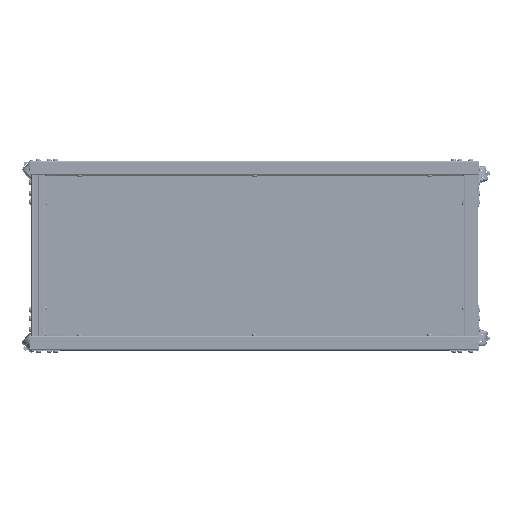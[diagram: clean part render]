
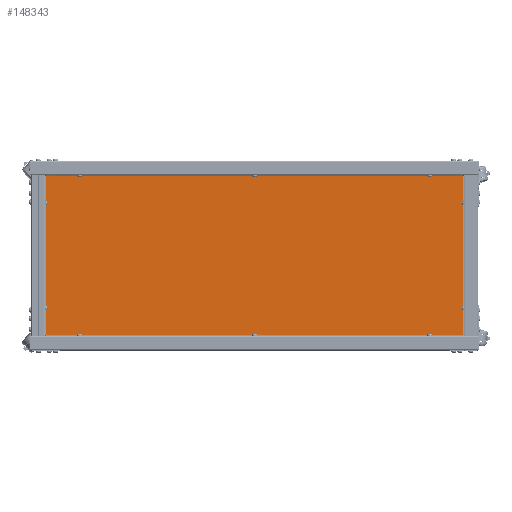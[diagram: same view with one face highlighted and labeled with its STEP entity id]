
A CAD part, top view. The second image highlights one B-rep face of the part: STEP entity #148343.
In plain terms, the highlighted free-form (B-spline) face has degree [1, 1] with [2, 2] control points.
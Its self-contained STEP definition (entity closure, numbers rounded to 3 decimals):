
#147577 = VERTEX_POINT('',#147578);
#147578 = CARTESIAN_POINT('',(-19.514,387.736,
    481.488));
#147605 = VERTEX_POINT('',#147606);
#147606 = CARTESIAN_POINT('',(-19.514,2.545,
    481.488));
#147686 = EDGE_CURVE('',#147605,#147577,#147687,.T.);
#147687 = B_SPLINE_CURVE_WITH_KNOTS('',1,(#147688,#147689),
  .UNSPECIFIED.,.F.,.F.,(2,2),(-340.5,113.5),.PIECEWISE_BEZIER_KNOTS.);
#147688 = CARTESIAN_POINT('',(-19.514,2.545,
    481.488));
#147689 = CARTESIAN_POINT('',(-19.514,387.736,
    481.488));
#147785 = VERTEX_POINT('',#147786);
#147786 = CARTESIAN_POINT('',(-1028.305,387.736,
    481.488));
#147892 = EDGE_CURVE('',#147577,#147785,#147893,.T.);
#147893 = B_SPLINE_CURVE_WITH_KNOTS('',1,(#147894,#147895),
  .UNSPECIFIED.,.F.,.F.,(2,2),(-891.75,297.25),
  .PIECEWISE_BEZIER_KNOTS.);
#147894 = CARTESIAN_POINT('',(-19.514,387.736,
    481.488));
#147895 = CARTESIAN_POINT('',(-1028.305,387.736,
    481.488));
#148059 = VERTEX_POINT('',#148060);
#148060 = CARTESIAN_POINT('',(-1028.305,2.545,
    481.488));
#148120 = EDGE_CURVE('',#148059,#147605,#148121,.T.);
#148121 = B_SPLINE_CURVE_WITH_KNOTS('',1,(#148122,#148123),
  .UNSPECIFIED.,.F.,.F.,(2,2),(-891.75,297.25),
  .PIECEWISE_BEZIER_KNOTS.);
#148122 = CARTESIAN_POINT('',(-1028.305,2.545,
    481.488));
#148123 = CARTESIAN_POINT('',(-19.514,2.545,
    481.488));
#148330 = EDGE_CURVE('',#147785,#148059,#148331,.T.);
#148331 = B_SPLINE_CURVE_WITH_KNOTS('',1,(#148332,#148333),
  .UNSPECIFIED.,.F.,.F.,(2,2),(-340.5,113.5),.PIECEWISE_BEZIER_KNOTS.);
#148332 = CARTESIAN_POINT('',(-1028.305,387.736,
    481.488));
#148333 = CARTESIAN_POINT('',(-1028.305,2.545,
    481.488));
#148343 = ADVANCED_FACE('',(#148344),#148350,.T.);
#148344 = FACE_BOUND('',#148345,.T.);
#148345 = EDGE_LOOP('',(#148346,#148347,#148348,#148349));
#148346 = ORIENTED_EDGE('',*,*,#147686,.T.);
#148347 = ORIENTED_EDGE('',*,*,#147892,.T.);
#148348 = ORIENTED_EDGE('',*,*,#148330,.T.);
#148349 = ORIENTED_EDGE('',*,*,#148120,.T.);
#148350 = B_SPLINE_SURFACE_WITH_KNOTS('',1,1,(
    (#148351,#148352)
    ,(#148353,#148354
    )),.UNSPECIFIED.,.F.,.F.,.F.,(2,2),(2,2),(-594.5,594.5),(-227.,227.)
  ,.PIECEWISE_BEZIER_KNOTS.);
#148351 = CARTESIAN_POINT('',(-1028.305,2.545,
    481.488));
#148352 = CARTESIAN_POINT('',(-1028.305,387.736,
    481.488));
#148353 = CARTESIAN_POINT('',(-19.514,2.545,
    481.488));
#148354 = CARTESIAN_POINT('',(-19.514,387.736,
    481.488));
